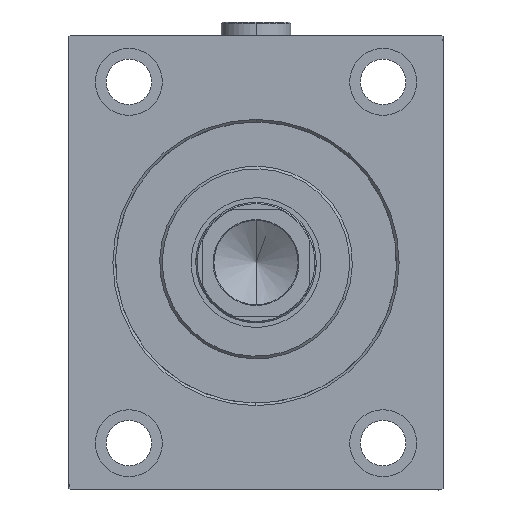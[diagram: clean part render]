
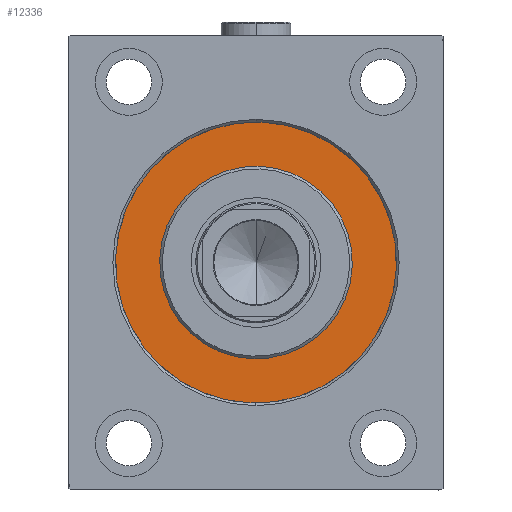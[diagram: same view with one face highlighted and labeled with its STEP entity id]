
A CAD part, left-side view. The second image highlights one B-rep face of the part: STEP entity #12336.
In plain terms, the highlighted face is planar.
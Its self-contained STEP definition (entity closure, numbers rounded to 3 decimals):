
#628 = ORIENTED_EDGE ( 'NONE', *, *, #36637, .F. ) ;
#725 = CARTESIAN_POINT ( 'NONE',  ( 0., 0., 0. ) ) ;
#790 = ORIENTED_EDGE ( 'NONE', *, *, #11684, .F. ) ;
#2940 = CARTESIAN_POINT ( 'NONE',  ( 0., 0., 52.5 ) ) ;
#5481 = VERTEX_POINT ( 'NONE', #2940 ) ;
#5605 = AXIS2_PLACEMENT_3D ( 'NONE', #25357, #11427, #39275 ) ;
#5658 = CARTESIAN_POINT ( 'NONE',  ( 0., 0., 0. ) ) ;
#6118 = DIRECTION ( 'NONE',  ( 1., 0., 0. ) ) ;
#7920 = ORIENTED_EDGE ( 'NONE', *, *, #26193, .F. ) ;
#9304 = DIRECTION ( 'NONE',  ( 0., 0., -1. ) ) ;
#11427 = DIRECTION ( 'NONE',  ( -1., 0., 0. ) ) ;
#11684 = EDGE_CURVE ( 'NONE', #39314, #5481, #16684, .T. ) ;
#12336 = ADVANCED_FACE ( 'NONE', ( #20158, #13306 ), #23815, .F. ) ;
#13306 = FACE_OUTER_BOUND ( 'NONE', #32731, .T. ) ;
#13818 = VERTEX_POINT ( 'NONE', #43102 ) ;
#13885 = EDGE_CURVE ( 'NONE', #13818, #19456, #22542, .T. ) ;
#16684 = CIRCLE ( 'NONE', #19577, 52.5 ) ;
#18201 = AXIS2_PLACEMENT_3D ( 'NONE', #5658, #6118, #9304 ) ;
#19450 = CIRCLE ( 'NONE', #5605, 52.5 ) ;
#19456 = VERTEX_POINT ( 'NONE', #42194 ) ;
#19577 = AXIS2_PLACEMENT_3D ( 'NONE', #725, #34746, #42486 ) ;
#19931 = DIRECTION ( 'NONE',  ( 0., 0., 1. ) ) ;
#20158 = FACE_BOUND ( 'NONE', #38298, .T. ) ;
#21625 = ORIENTED_EDGE ( 'NONE', *, *, #13885, .F. ) ;
#22542 = CIRCLE ( 'NONE', #18201, 36. ) ;
#22588 = CARTESIAN_POINT ( 'NONE',  ( 0., 0., 0. ) ) ;
#23027 = DIRECTION ( 'NONE',  ( 0., 0., -1. ) ) ;
#23815 = PLANE ( 'NONE',  #37066 ) ;
#25357 = CARTESIAN_POINT ( 'NONE',  ( 0., 0., 0. ) ) ;
#26193 = EDGE_CURVE ( 'NONE', #19456, #13818, #43981, .T. ) ;
#26917 = DIRECTION ( 'NONE',  ( 1., 0., 0. ) ) ;
#27008 = DIRECTION ( 'NONE',  ( -1., 0., 0. ) ) ;
#27236 = CARTESIAN_POINT ( 'NONE',  ( 0., 0., 0. ) ) ;
#32731 = EDGE_LOOP ( 'NONE', ( #790, #628 ) ) ;
#33371 = CARTESIAN_POINT ( 'NONE',  ( 0., 0., -52.5 ) ) ;
#34746 = DIRECTION ( 'NONE',  ( -1., 0., 0. ) ) ;
#36637 = EDGE_CURVE ( 'NONE', #5481, #39314, #19450, .T. ) ;
#37066 = AXIS2_PLACEMENT_3D ( 'NONE', #27236, #27008, #19931 ) ;
#38298 = EDGE_LOOP ( 'NONE', ( #21625, #7920 ) ) ;
#39275 = DIRECTION ( 'NONE',  ( 0., 0., 1. ) ) ;
#39314 = VERTEX_POINT ( 'NONE', #33371 ) ;
#39650 = AXIS2_PLACEMENT_3D ( 'NONE', #22588, #26917, #23027 ) ;
#42194 = CARTESIAN_POINT ( 'NONE',  ( 0., 0., -36. ) ) ;
#42486 = DIRECTION ( 'NONE',  ( 0., 0., 1. ) ) ;
#43102 = CARTESIAN_POINT ( 'NONE',  ( 0., 0., 36. ) ) ;
#43981 = CIRCLE ( 'NONE', #39650, 36. ) ;
